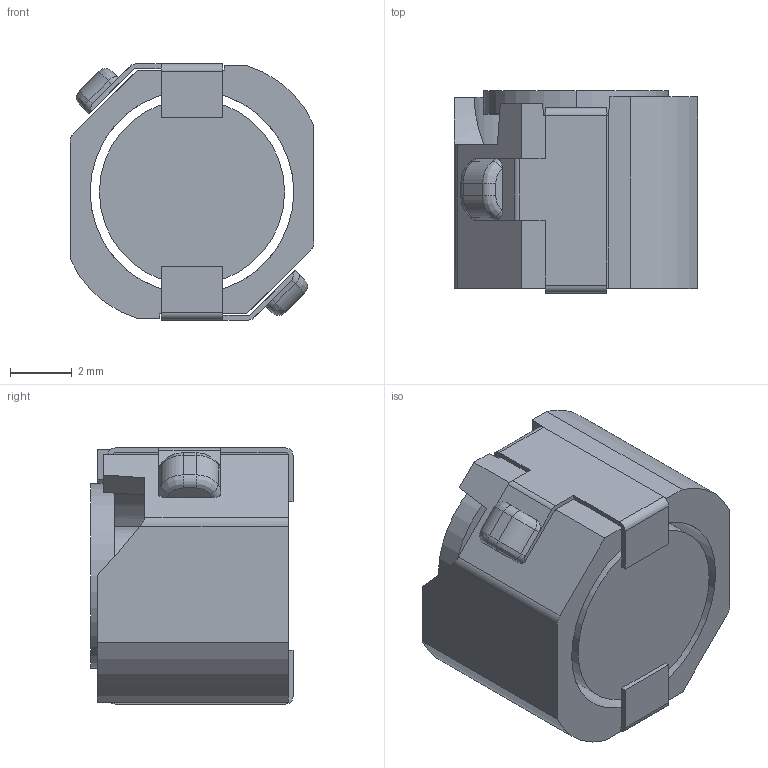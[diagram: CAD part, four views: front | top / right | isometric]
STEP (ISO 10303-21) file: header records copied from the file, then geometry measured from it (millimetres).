
FILE_DESCRIPTION (( 'STEP AP214' ), '1' );
FILE_NAME ('SUMIDA-CDRH80D65BT150.STEP', '2020-01-21T10:18:22', ( '' ), ( '' ), 'SwSTEP 2.0', 'SolidWorks 2019', '' );
FILE_SCHEMA (( 'AUTOMOTIVE_DESIGN' ));
Length unit declared in the file: millimetre
Products named in the file (4): SUMIDA-CDRH80D65BT150; PIN(80D65B)_1; RING CORE(80D65B)_1; DRUM CORE(80D65B)_1
Assembly tree (4 placements, depth 2):
  SUMIDA-CDRH80D65BT150
    RING CORE(80D65B)_1
    DRUM CORE(80D65B)_1
    PIN(80D65B)_1  x2
Bounding box: 7.9 x 6.55 x 8.3 mm (x, y, z)
Volume: 214.6 mm3; surface area: 598.1 mm2
Topology: 4 solids, 4 shells, 119 faces, 308 edges, 198 vertices
Faces by surface type: plane 69, cylinder 40, bspline 10
Entity records: 2700 total; most frequent: CARTESIAN_POINT 586, ORIENTED_EDGE 420, DIRECTION 408, EDGE_CURVE 210, AXIS2_PLACEMENT_3D 138, VERTEX_POINT 136, VECTOR 132, LINE 132
